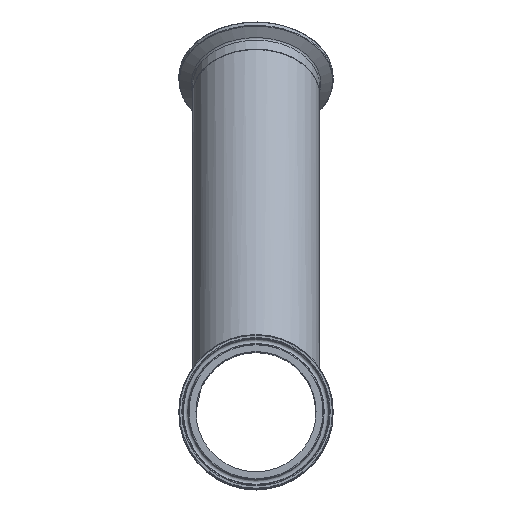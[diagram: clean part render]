
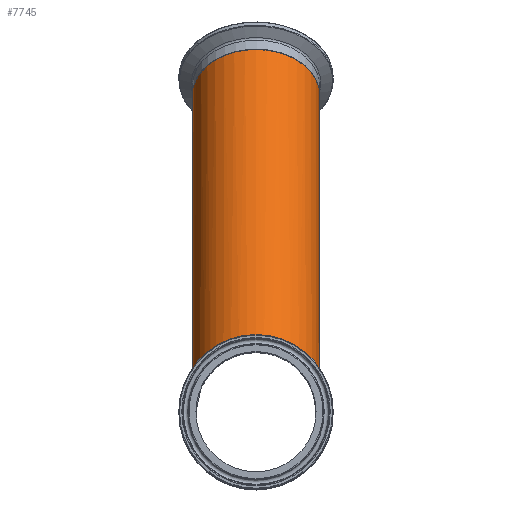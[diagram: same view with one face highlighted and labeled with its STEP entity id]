
A CAD part, top view. The second image highlights one B-rep face of the part: STEP entity #7745.
In plain terms, the highlighted cylindrical face has radius 31.75 mm (diameter 63.5 mm), a full revolution.
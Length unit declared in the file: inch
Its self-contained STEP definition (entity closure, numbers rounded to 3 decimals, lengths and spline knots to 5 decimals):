
#89=ELLIPSE('',#8163,3.4063,1.25);
#90=ELLIPSE('',#8164,1.36311,1.25);
#843=FACE_OUTER_BOUND('',#1301,.T.);
#1301=EDGE_LOOP('',(#6900,#6901,#6902,#6903,#6904));
#1822=LINE('',#17690,#2302);
#2302=VECTOR('',#9553,1.25);
#2439=CIRCLE('',#8148,1.25);
#3610=VERTEX_POINT('',#17334);
#3613=VERTEX_POINT('',#17341);
#3614=VERTEX_POINT('',#17355);
#4731=EDGE_CURVE('',#3614,#3614,#2439,.T.);
#4744=EDGE_CURVE('',#3613,#3610,#89,.T.);
#4745=EDGE_CURVE('',#3610,#3613,#90,.T.);
#4754=EDGE_CURVE('',#3610,#3614,#1822,.T.);
#6900=ORIENTED_EDGE('',*,*,#4745,.F.);
#6901=ORIENTED_EDGE('',*,*,#4754,.T.);
#6902=ORIENTED_EDGE('',*,*,#4731,.T.);
#6903=ORIENTED_EDGE('',*,*,#4754,.F.);
#6904=ORIENTED_EDGE('',*,*,#4744,.F.);
#7295=CYLINDRICAL_SURFACE('',#8173,1.25);
#7745=ADVANCED_FACE('',(#843),#7295,.T.);
#8148=AXIS2_PLACEMENT_3D('',#17356,#9498,#9499);
#8163=AXIS2_PLACEMENT_3D('',#17631,#9528,#9529);
#8164=AXIS2_PLACEMENT_3D('',#17672,#9530,#9531);
#8173=AXIS2_PLACEMENT_3D('',#17689,#9551,#9552);
#9498=DIRECTION('center_axis',(0.,-0.707,
0.707));
#9499=DIRECTION('ref_axis',(-1.,0.,0.));
#9528=DIRECTION('center_axis',(0.,-0.917,
-0.398));
#9529=DIRECTION('ref_axis',(0.,0.398,-0.917));
#9530=DIRECTION('center_axis',(0.,-0.366,0.93));
#9531=DIRECTION('ref_axis',(0.,0.93,0.366));
#9551=DIRECTION('center_axis',(0.,-0.707,
0.707));
#9552=DIRECTION('ref_axis',(-1.,0.,0.));
#9553=DIRECTION('',(0.,0.707,-0.707));
#17334=CARTESIAN_POINT('',(1.25,0.,1.09975));
#17341=CARTESIAN_POINT('',(-1.25,0.,1.09975));
#17355=CARTESIAN_POINT('',(1.25,6.27557,-5.17582));
#17356=CARTESIAN_POINT('Origin',(0.,6.27557,
-5.17582));
#17631=CARTESIAN_POINT('Origin',(0.,0.,
1.09975));
#17672=CARTESIAN_POINT('Origin',(0.,0.,
1.09975));
#17689=CARTESIAN_POINT('Origin',(0.,6.27557,
-5.17582));
#17690=CARTESIAN_POINT('',(1.25,6.27557,-5.17582));
